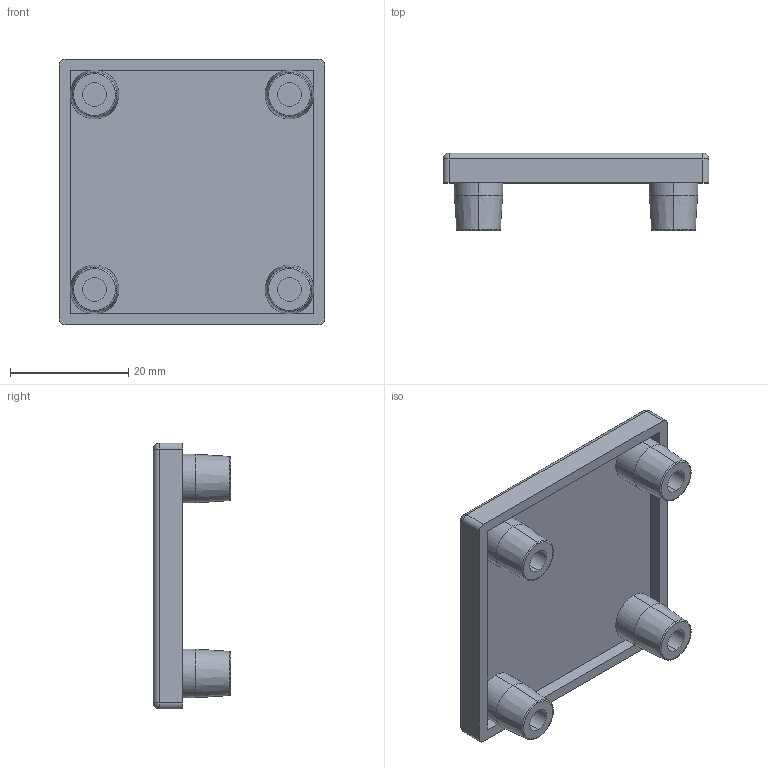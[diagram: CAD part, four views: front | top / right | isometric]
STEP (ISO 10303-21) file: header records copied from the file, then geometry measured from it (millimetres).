
FILE_DESCRIPTION (( 'STEP AP203' ), '1' );
FILE_NAME ('SNSD.30.50.50. Çàãëóøêà òîðöåâàÿ 45õ45Í(E22).step', '2026-02-13T11:45:22', ( '' ), ( '' ), 'SwSTEP 2.0', 'SolidWorks 2026', '' );
FILE_SCHEMA (( 'CONFIG_CONTROL_DESIGN' ));
Length unit declared in the file: millimetre
Products named in the file (2): SNSD.30.50.50. Заглушка торцевая 45х45Н(E22); SNSD.30.50.50. Заглушка торцевая 45х45Н(E22)_00
Assembly tree (1 placements, depth 2):
  SNSD.30.50.50. Заглушка торцевая 45х45Н(E22)
    SNSD.30.50.50. Заглушка торцевая 45х45Н(E22)_00
Bounding box: 45 x 13.1 x 45 mm (x, y, z)
Volume: 7911.7 mm3; surface area: 6703.7 mm2
Topology: 1 solids, 1 shells, 75 faces, 180 edges, 108 vertices
Faces by surface type: plane 31, cylinder 24, torus 8, cone 8, sphere 4
Entity records: 2350 total; most frequent: DIRECTION 422, CARTESIAN_POINT 363, ORIENTED_EDGE 352, EDGE_CURVE 176, AXIS2_PLACEMENT_3D 167, VERTEX_POINT 108, VECTOR 88, LINE 88
